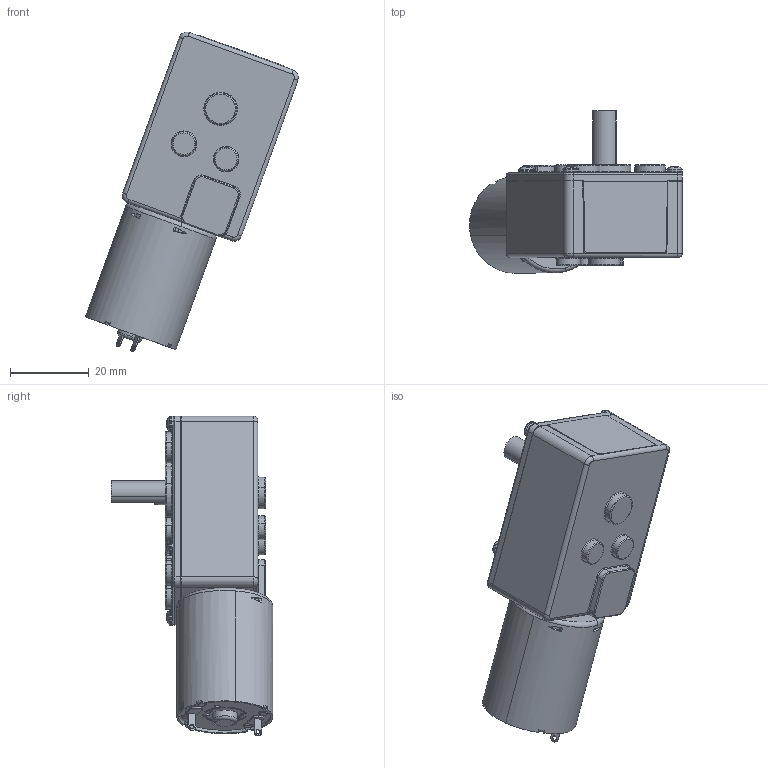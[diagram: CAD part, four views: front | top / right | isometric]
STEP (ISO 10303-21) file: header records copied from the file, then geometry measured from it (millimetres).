
FILE_DESCRIPTION (( 'STEP AP214' ), '1' );
FILE_NAME ('Amazon-gearmotor.STEP', '2021-03-27T03:53:23', ( '' ), ( '' ), 'SwSTEP 2.0', 'SolidWorks 2020', '' );
FILE_SCHEMA (( 'AUTOMOTIVE_DESIGN' ));
Length unit declared in the file: millimetre
Products named in the file (7): Amazon-gearmotor-motor; Amazon-gearmotor-bushing; gearbox-case-input; gearbox-case-output; Amazon-gearmotor; M2-04-6-92000A013_18-8 SS METRIC PAN HEAD PHIL MACHINE SCREW_92000A013; Amazon-gearmotor-shaft
Assembly tree (9 placements, depth 2):
  Amazon-gearmotor
    gearbox-case-output
    gearbox-case-input
    M2-04-6-92000A013_18-8 SS METRIC PAN HEAD PHIL MACHINE SCREW_92000A013  x4
    Amazon-gearmotor-bushing
    Amazon-gearmotor-shaft
    Amazon-gearmotor-motor
Bounding box: 54 x 41.05 x 81.13 mm (x, y, z)
Volume: 18998.8 mm3; surface area: 22557.2 mm2
Topology: 9 solids, 10 shells, 952 faces, 2508 edges, 1601 vertices
Faces by surface type: cylinder 522, plane 224, torus 116, cone 62, bspline 20, sphere 8
Entity records: 22355 total; most frequent: CARTESIAN_POINT 5517, DIRECTION 3168, ORIENTED_EDGE 3006, EDGE_CURVE 1503, AXIS2_PLACEMENT_3D 1293, VERTEX_POINT 944, EDGE_LOOP 691, CIRCLE 685
